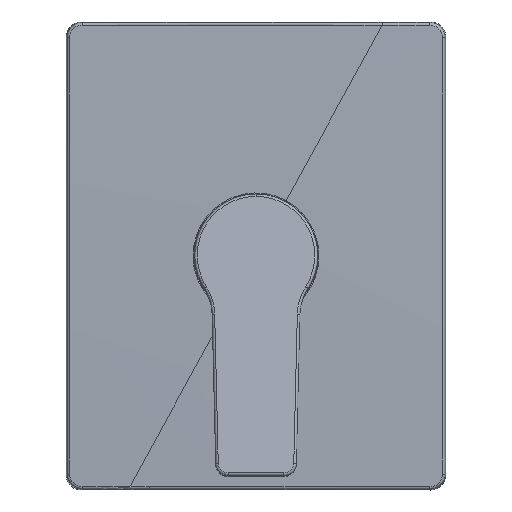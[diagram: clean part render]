
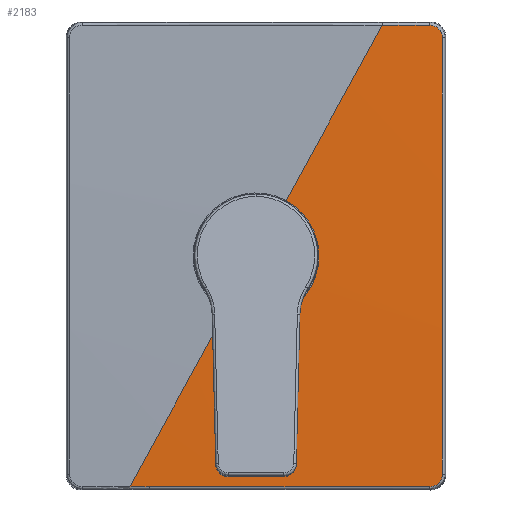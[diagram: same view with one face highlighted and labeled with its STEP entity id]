
A CAD part, top view. The second image highlights one B-rep face of the part: STEP entity #2183.
In plain terms, the highlighted spherical face has radius 6400 mm.
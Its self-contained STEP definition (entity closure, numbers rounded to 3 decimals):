
#136 = CARTESIAN_POINT ( 'NONE',  ( 68.698, 91.2, 12.981 ) ) ;
#168 = CARTESIAN_POINT ( 'NONE',  ( 0., 0., -6386. ) ) ;
#178 = CARTESIAN_POINT ( 'NONE',  ( 69.645, 91.139, 12.972 ) ) ;
#195 = CARTESIAN_POINT ( 'NONE',  ( 73.697, 86.681, 12.989 ) ) ;
#244 = EDGE_CURVE ( 'NONE', #5400, #4878, #2290, .T. ) ;
#345 = CARTESIAN_POINT ( 'NONE',  ( 70.372, -90.998, 12.966 ) ) ;
#398 = AXIS2_PLACEMENT_3D ( 'NONE', #2582, #1704, #3480 ) ;
#474 = AXIS2_PLACEMENT_3D ( 'NONE', #3804, #2005, #1631 ) ;
#627 = VERTEX_POINT ( 'NONE', #5177 ) ;
#704 = CARTESIAN_POINT ( 'NONE',  ( 72.997, -88.809, 12.967 ) ) ;
#868 = ORIENTED_EDGE ( 'NONE', *, *, #2604, .T. ) ;
#940 = CIRCLE ( 'NONE', #3137, 6394.77 ) ;
#972 = VERTEX_POINT ( 'NONE', #3216 ) ;
#996 = AXIS2_PLACEMENT_3D ( 'NONE', #168, #3693, #4617 ) ;
#1049 = CARTESIAN_POINT ( 'NONE',  ( 73.089, 88.612, 12.969 ) ) ;
#1188 = ORIENTED_EDGE ( 'NONE', *, *, #2495, .T. ) ;
#1217 = VERTEX_POINT ( 'NONE', #1224 ) ;
#1224 = CARTESIAN_POINT ( 'NONE',  ( -42.196, -91.194, 13.211 ) ) ;
#1300 = CARTESIAN_POINT ( 'NONE',  ( 0., 258.586, -6379.229 ) ) ;
#1340 = DIRECTION ( 'NONE',  ( 0., 1., 0. ) ) ;
#1386 = EDGE_CURVE ( 'NONE', #627, #1636, #5214, .T. ) ;
#1447 = B_SPLINE_CURVE_WITH_KNOTS ( 'NONE', 5,
 ( #4743, #5649, #345, #3444, #5114, #3878, #704, #4222, #1588, #2928, #2506, #3800 ),
 .UNSPECIFIED., .F., .F.,
 ( 6, 3, 3, 6 ),
 ( 396.745, 599.758, 714.109, 792.429 ),
 .UNSPECIFIED. ) ;
#1528 = CARTESIAN_POINT ( 'NONE',  ( 73.354, 88.085, 12.973 ) ) ;
#1537 = DIRECTION ( 'NONE',  ( 0., 1., -0.026 ) ) ;
#1567 = CIRCLE ( 'NONE', #996, 6400. ) ;
#1588 = CARTESIAN_POINT ( 'NONE',  ( 73.581, -87.353, 12.981 ) ) ;
#1631 = DIRECTION ( 'NONE',  ( 0.479, 0.878, 0. ) ) ;
#1636 = VERTEX_POINT ( 'NONE', #1983 ) ;
#1652 = AXIS2_PLACEMENT_3D ( 'NONE', #2654, #1766, #1340 ) ;
#1704 = DIRECTION ( 'NONE',  ( 0., 1., -0.026 ) ) ;
#1766 = DIRECTION ( 'NONE',  ( 0., 0., 1. ) ) ;
#1963 = CARTESIAN_POINT ( 'NONE',  ( 69.193, 91.2, 12.976 ) ) ;
#1983 = CARTESIAN_POINT ( 'NONE',  ( 11.938, 21.852, 13.952 ) ) ;
#2005 = DIRECTION ( 'NONE',  ( 0.878, -0.479, 0. ) ) ;
#2030 = EDGE_CURVE ( 'NONE', #1636, #4651, #5724, .T. ) ;
#2091 = CARTESIAN_POINT ( 'NONE',  ( 49.82, 91.196, 13.156 ) ) ;
#2092 = ORIENTED_EDGE ( 'NONE', *, *, #2030, .F. ) ;
#2109 = CARTESIAN_POINT ( 'NONE',  ( 241.095, 0., -6379.687 ) ) ;
#2135 = DIRECTION ( 'NONE',  ( 1., 0., 0. ) ) ;
#2183 = ADVANCED_FACE ( 'NONE', ( #5082 ), #4106, .T. ) ;
#2271 = ORIENTED_EDGE ( 'NONE', *, *, #4483, .T. ) ;
#2290 = B_SPLINE_CURVE_WITH_KNOTS ( 'NONE', 5,
 ( #2384, #195, #3270, #2366, #1528, #1049, #5014, #2426, #2824, #4978, #2788, #5463, #178, #1963, #136 ),
 .UNSPECIFIED., .F., .F.,
 ( 6, 3, 3, 3, 6 ),
 ( 374.866, 462.962, 525.571, 659.832, 770.559 ),
 .UNSPECIFIED. ) ;
#2366 = CARTESIAN_POINT ( 'NONE',  ( 73.553, 87.482, 12.979 ) ) ;
#2384 = CARTESIAN_POINT ( 'NONE',  ( 73.697, 86.201, 12.995 ) ) ;
#2426 = CARTESIAN_POINT ( 'NONE',  ( 72.559, 89.436, 12.964 ) ) ;
#2454 = DIRECTION ( 'NONE',  ( 1., 0., 0. ) ) ;
#2495 = EDGE_CURVE ( 'NONE', #627, #3900, #1567, .T. ) ;
#2506 = CARTESIAN_POINT ( 'NONE',  ( 73.697, -86.628, 12.989 ) ) ;
#2578 = DIRECTION ( 'NONE',  ( 0.026, 0., -1. ) ) ;
#2582 = CARTESIAN_POINT ( 'NONE',  ( 0., -258.586, -6379.229 ) ) ;
#2604 = EDGE_CURVE ( 'NONE', #3900, #1217, #5234, .T. ) ;
#2654 = CARTESIAN_POINT ( 'NONE',  ( 0., 0., 13.952 ) ) ;
#2696 = ORIENTED_EDGE ( 'NONE', *, *, #4655, .T. ) ;
#2769 = CARTESIAN_POINT ( 'NONE',  ( 68.698, 91.2, 12.981 ) ) ;
#2788 = CARTESIAN_POINT ( 'NONE',  ( 70.938, 90.729, 12.964 ) ) ;
#2824 = CARTESIAN_POINT ( 'NONE',  ( 72.061, 89.948, 12.962 ) ) ;
#2928 = CARTESIAN_POINT ( 'NONE',  ( 73.652, -87.005, 12.985 ) ) ;
#2973 = CARTESIAN_POINT ( 'NONE',  ( 73.697, -86.201, 12.995 ) ) ;
#2982 = ORIENTED_EDGE ( 'NONE', *, *, #3243, .T. ) ;
#3137 = AXIS2_PLACEMENT_3D ( 'NONE', #1300, #4780, #2135 ) ;
#3216 = CARTESIAN_POINT ( 'NONE',  ( 68.698, -91.2, 12.981 ) ) ;
#3243 = EDGE_CURVE ( 'NONE', #972, #4271, #1447, .T. ) ;
#3270 = CARTESIAN_POINT ( 'NONE',  ( 73.64, 87.098, 12.984 ) ) ;
#3312 = AXIS2_PLACEMENT_3D ( 'NONE', #2109, #5663, #2578 ) ;
#3444 = CARTESIAN_POINT ( 'NONE',  ( 71.061, -90.698, 12.963 ) ) ;
#3456 = CARTESIAN_POINT ( 'NONE',  ( -49.82, -91.196, 13.156 ) ) ;
#3480 = DIRECTION ( 'NONE',  ( 1., 0., 0. ) ) ;
#3505 = EDGE_CURVE ( 'NONE', #1217, #972, #5366, .T. ) ;
#3557 = ORIENTED_EDGE ( 'NONE', *, *, #1386, .F. ) ;
#3601 = EDGE_LOOP ( 'NONE', ( #3557, #1188, #868, #4757, #2982, #2696, #4901, #2271, #2092 ) ) ;
#3693 = DIRECTION ( 'NONE',  ( 0.878, -0.479, 0. ) ) ;
#3791 = CARTESIAN_POINT ( 'NONE',  ( 0., -258.586, -6379.229 ) ) ;
#3800 = CARTESIAN_POINT ( 'NONE',  ( 73.697, -86.201, 12.995 ) ) ;
#3804 = CARTESIAN_POINT ( 'NONE',  ( 0., 0., -6386. ) ) ;
#3842 = AXIS2_PLACEMENT_3D ( 'NONE', #3791, #1537, #2454 ) ;
#3878 = CARTESIAN_POINT ( 'NONE',  ( 72.759, -89.164, 12.965 ) ) ;
#3900 = VERTEX_POINT ( 'NONE', #3456 ) ;
#4106 = SPHERICAL_SURFACE ( 'NONE', #474, 6400. ) ;
#4222 = CARTESIAN_POINT ( 'NONE',  ( 73.348, -88.147, 12.973 ) ) ;
#4271 = VERTEX_POINT ( 'NONE', #2973 ) ;
#4373 = CARTESIAN_POINT ( 'NONE',  ( 0., 0., -6386. ) ) ;
#4483 = EDGE_CURVE ( 'NONE', #4878, #4651, #940, .T. ) ;
#4617 = DIRECTION ( 'NONE',  ( 0.479, 0.878, 0. ) ) ;
#4651 = VERTEX_POINT ( 'NONE', #2091 ) ;
#4655 = EDGE_CURVE ( 'NONE', #4271, #5400, #4874, .T. ) ;
#4743 = CARTESIAN_POINT ( 'NONE',  ( 68.698, -91.2, 12.981 ) ) ;
#4757 = ORIENTED_EDGE ( 'NONE', *, *, #3505, .T. ) ;
#4780 = DIRECTION ( 'NONE',  ( 0., -1., -0.026 ) ) ;
#4781 = CARTESIAN_POINT ( 'NONE',  ( 73.697, 86.201, 12.995 ) ) ;
#4814 = DIRECTION ( 'NONE',  ( -0.479, -0.878, 0. ) ) ;
#4874 = CIRCLE ( 'NONE', #3312, 6395.454 ) ;
#4878 = VERTEX_POINT ( 'NONE', #2769 ) ;
#4901 = ORIENTED_EDGE ( 'NONE', *, *, #244, .T. ) ;
#4978 = CARTESIAN_POINT ( 'NONE',  ( 71.686, 90.253, 12.962 ) ) ;
#5014 = CARTESIAN_POINT ( 'NONE',  ( 72.968, 88.819, 12.968 ) ) ;
#5082 = FACE_OUTER_BOUND ( 'NONE', #3601, .T. ) ;
#5114 = CARTESIAN_POINT ( 'NONE',  ( 72.013, -90.058, 12.961 ) ) ;
#5177 = CARTESIAN_POINT ( 'NONE',  ( -11.938, -21.852, 13.952 ) ) ;
#5214 = CIRCLE ( 'NONE', #1652, 24.9 ) ;
#5234 = CIRCLE ( 'NONE', #3842, 6394.77 ) ;
#5326 = DIRECTION ( 'NONE',  ( -0.878, 0.479, 0. ) ) ;
#5366 = CIRCLE ( 'NONE', #398, 6394.77 ) ;
#5400 = VERTEX_POINT ( 'NONE', #4781 ) ;
#5463 = CARTESIAN_POINT ( 'NONE',  ( 70.064, 91.038, 12.969 ) ) ;
#5550 = AXIS2_PLACEMENT_3D ( 'NONE', #4373, #5326, #4814 ) ;
#5649 = CARTESIAN_POINT ( 'NONE',  ( 69.605, -91.2, 12.972 ) ) ;
#5663 = DIRECTION ( 'NONE',  ( -1., 0., -0.026 ) ) ;
#5724 = CIRCLE ( 'NONE', #5550, 6400. ) ;
